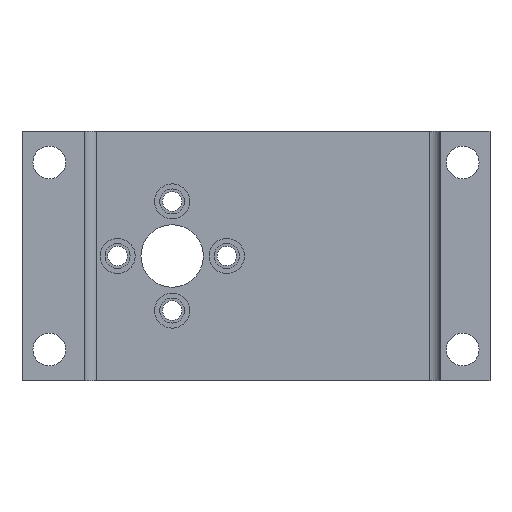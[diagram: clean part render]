
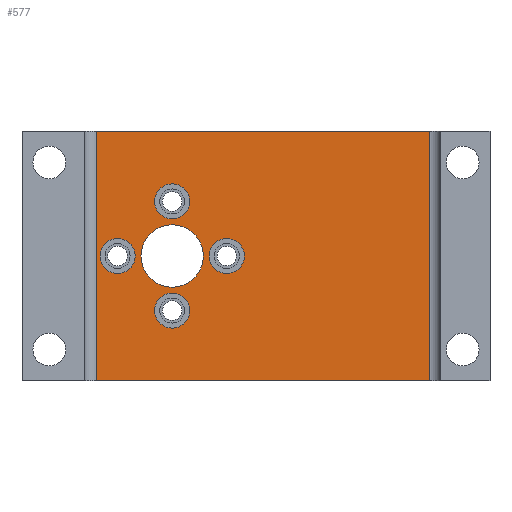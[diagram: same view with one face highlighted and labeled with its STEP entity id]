
A CAD part, front view. The second image highlights one B-rep face of the part: STEP entity #577.
In plain terms, the highlighted planar face has unit normal (0, -1, 0).
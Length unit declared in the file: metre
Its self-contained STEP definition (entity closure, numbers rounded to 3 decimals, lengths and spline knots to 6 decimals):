
#17=LINE('',#917,#43);
#26=LINE('',#940,#52);
#32=LINE('',#982,#58);
#33=LINE('',#983,#59);
#43=VECTOR('',#731,1.);
#52=VECTOR('',#748,1.);
#58=VECTOR('',#794,1.);
#59=VECTOR('',#795,1.);
#68=PLANE('',#649);
#127=ORIENTED_EDGE('',*,*,#255,.F.);
#128=ORIENTED_EDGE('',*,*,#256,.F.);
#129=ORIENTED_EDGE('',*,*,#257,.F.);
#130=ORIENTED_EDGE('',*,*,#258,.F.);
#131=ORIENTED_EDGE('',*,*,#259,.F.);
#132=ORIENTED_EDGE('',*,*,#229,.F.);
#133=ORIENTED_EDGE('',*,*,#260,.T.);
#134=ORIENTED_EDGE('',*,*,#240,.T.);
#135=ORIENTED_EDGE('',*,*,#261,.T.);
#229=EDGE_CURVE('',#295,#296,#17,.T.);
#240=EDGE_CURVE('',#306,#305,#26,.T.);
#255=EDGE_CURVE('',#317,#317,#357,.T.);
#256=EDGE_CURVE('',#318,#318,#358,.T.);
#257=EDGE_CURVE('',#319,#319,#359,.T.);
#258=EDGE_CURVE('',#320,#320,#360,.T.);
#259=EDGE_CURVE('',#321,#321,#361,.T.);
#260=EDGE_CURVE('',#295,#306,#32,.F.);
#261=EDGE_CURVE('',#305,#296,#33,.F.);
#295=VERTEX_POINT('',#916);
#296=VERTEX_POINT('',#918);
#305=VERTEX_POINT('',#939);
#306=VERTEX_POINT('',#941);
#317=VERTEX_POINT('',#973);
#318=VERTEX_POINT('',#975);
#319=VERTEX_POINT('',#977);
#320=VERTEX_POINT('',#979);
#321=VERTEX_POINT('',#981);
#357=CIRCLE('',#650,0.00225);
#358=CIRCLE('',#651,0.00225);
#359=CIRCLE('',#652,0.00225);
#360=CIRCLE('',#653,0.00225);
#361=CIRCLE('',#654,0.004);
#397=EDGE_LOOP('',(#127));
#398=EDGE_LOOP('',(#128));
#399=EDGE_LOOP('',(#129));
#400=EDGE_LOOP('',(#130));
#401=EDGE_LOOP('',(#131));
#402=EDGE_LOOP('',(#132,#133,#134,#135));
#481=FACE_BOUND('',#397,.T.);
#482=FACE_BOUND('',#398,.T.);
#483=FACE_BOUND('',#399,.T.);
#484=FACE_BOUND('',#400,.T.);
#485=FACE_BOUND('',#401,.T.);
#486=FACE_BOUND('',#402,.T.);
#577=ADVANCED_FACE('',(#481,#482,#483,#484,#485,#486),#68,.T.);
#649=AXIS2_PLACEMENT_3D('',#971,#782,#783);
#650=AXIS2_PLACEMENT_3D('',#972,#784,#785);
#651=AXIS2_PLACEMENT_3D('',#974,#786,#787);
#652=AXIS2_PLACEMENT_3D('',#976,#788,#789);
#653=AXIS2_PLACEMENT_3D('',#978,#790,#791);
#654=AXIS2_PLACEMENT_3D('',#980,#792,#793);
#731=DIRECTION('',(1.,0.,0.));
#748=DIRECTION('',(1.,0.,0.));
#782=DIRECTION('',(0.,-1.,0.));
#783=DIRECTION('',(1.,0.,0.));
#784=DIRECTION('',(0.,-1.,0.));
#785=DIRECTION('',(0.,0.,-1.));
#786=DIRECTION('',(0.,-1.,0.));
#787=DIRECTION('',(0.,0.,-1.));
#788=DIRECTION('',(0.,-1.,0.));
#789=DIRECTION('',(0.,0.,-1.));
#790=DIRECTION('',(0.,-1.,0.));
#791=DIRECTION('',(0.,0.,-1.));
#792=DIRECTION('',(0.,-1.,0.));
#793=DIRECTION('',(0.,0.,-1.));
#794=DIRECTION('',(0.,0.,1.));
#795=DIRECTION('',(0.,0.,-1.));
#916=CARTESIAN_POINT('',(-0.009752,0.04627,0.016));
#917=CARTESIAN_POINT('',(0.011598,0.04627,0.016));
#918=CARTESIAN_POINT('',(0.032948,0.04627,0.016));
#939=CARTESIAN_POINT('',(0.032948,0.04627,-0.016));
#940=CARTESIAN_POINT('',(0.011598,0.04627,-0.016));
#941=CARTESIAN_POINT('',(-0.009752,0.04627,-0.016));
#971=CARTESIAN_POINT('',(0.010748,0.04627,0.));
#972=CARTESIAN_POINT('',(0.,0.04627,-0.007));
#973=CARTESIAN_POINT('',(0.,0.04627,-0.00925));
#974=CARTESIAN_POINT('',(-0.007,0.04627,0.));
#975=CARTESIAN_POINT('',(-0.007,0.04627,-0.00225));
#976=CARTESIAN_POINT('',(0.007,0.04627,0.));
#977=CARTESIAN_POINT('',(0.007,0.04627,-0.00225));
#978=CARTESIAN_POINT('',(0.,0.04627,0.007));
#979=CARTESIAN_POINT('',(0.,0.04627,0.00475));
#980=CARTESIAN_POINT('',(0.,0.04627,0.));
#981=CARTESIAN_POINT('',(0.,0.04627,-0.004));
#982=CARTESIAN_POINT('',(-0.009752,0.04627,-0.016));
#983=CARTESIAN_POINT('',(0.032948,0.04627,0.016));
